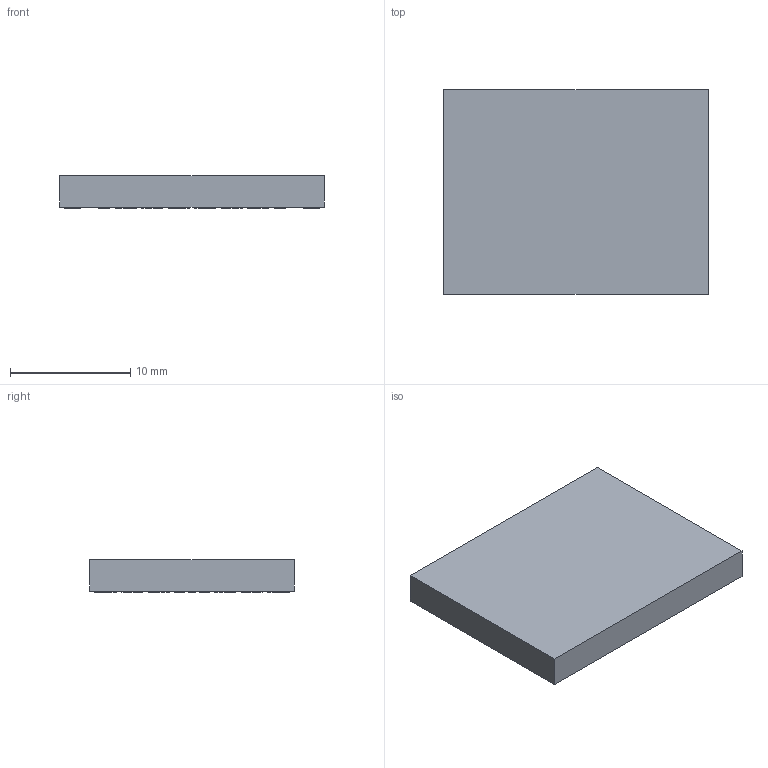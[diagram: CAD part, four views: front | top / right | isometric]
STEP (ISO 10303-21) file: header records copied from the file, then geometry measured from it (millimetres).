
FILE_DESCRIPTION(('FreeCAD Model'),'2;1');
FILE_NAME('13319354.1.2.stp','2020-11-20T14:17:27',( 'Author'),(''),'Open CASCADE STEP processor 6.9','FreeCAD','Unknown' );
FILE_SCHEMA(('AUTOMOTIVE_DESIGN { 1 0 10303 214 1 1 1 1 }'));
Length unit declared in the file: millimetre
Products named in the file (3): ASSEMBLY; Body; Pins
Assembly tree (2 placements, depth 2):
  ASSEMBLY
    Body
    Pins
Bounding box: 22 x 17 x 2.7 mm (x, y, z)
Volume: 980.7 mm3; surface area: 1156 mm2
Topology: 103 solids, 103 shells, 618 faces, 1236 edges, 824 vertices
Faces by surface type: plane 618
Entity records: 32501 total; most frequent: CARTESIAN_POINT 5153, DIRECTION 4950, LINE 3708, VECTOR 3708, ORIENTED_EDGE 2472, PCURVE 2472, DEFINITIONAL_REPRESENTATION 2472, EDGE_CURVE 1236
